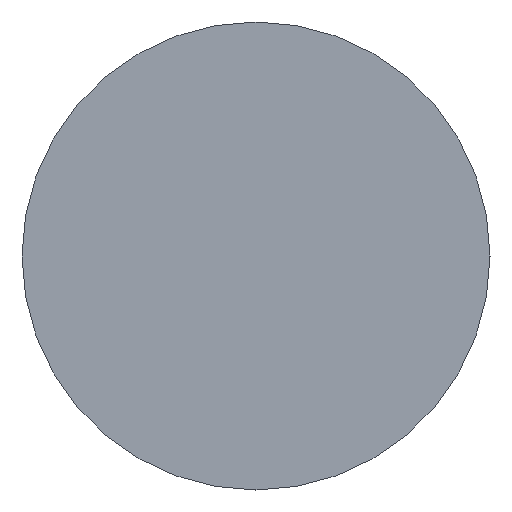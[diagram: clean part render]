
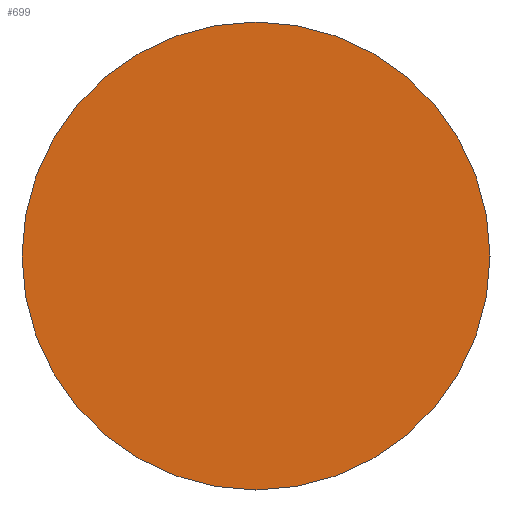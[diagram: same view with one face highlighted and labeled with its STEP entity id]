
A CAD part, left-side view. The second image highlights one B-rep face of the part: STEP entity #699.
In plain terms, the highlighted planar face has unit normal (-1, 0, 0).
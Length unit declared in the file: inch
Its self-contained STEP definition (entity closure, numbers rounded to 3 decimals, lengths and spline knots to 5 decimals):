
#464 = CARTESIAN_POINT ( 'NONE',  ( 0., 0., 0. ) ) ;
#489 = CIRCLE ( 'NONE', #2893, 1.625 ) ;
#660 = DIRECTION ( 'NONE',  ( 0., 0., 1. ) ) ;
#699 = ADVANCED_FACE ( 'NONE', ( #3285 ), #2187, .F. ) ;
#702 = CARTESIAN_POINT ( 'NONE',  ( 0., 0., -1.625 ) ) ;
#767 = DIRECTION ( 'NONE',  ( 0., 0., 1. ) ) ;
#903 = VERTEX_POINT ( 'NONE', #1411 ) ;
#1011 = EDGE_LOOP ( 'NONE', ( #3371, #1881 ) ) ;
#1278 = VERTEX_POINT ( 'NONE', #702 ) ;
#1373 = CARTESIAN_POINT ( 'NONE',  ( 0., 1.625, 0. ) ) ;
#1411 = CARTESIAN_POINT ( 'NONE',  ( 0., 0., 1.625 ) ) ;
#1420 = AXIS2_PLACEMENT_3D ( 'NONE', #1373, #3234, #1934 ) ;
#1881 = ORIENTED_EDGE ( 'NONE', *, *, #2576, .T. ) ;
#1934 = DIRECTION ( 'NONE',  ( 0., 0., -1. ) ) ;
#1995 = EDGE_CURVE ( 'NONE', #903, #1278, #489, .T. ) ;
#2138 = CARTESIAN_POINT ( 'NONE',  ( 0., 0., 0. ) ) ;
#2160 = AXIS2_PLACEMENT_3D ( 'NONE', #2138, #3221, #767 ) ;
#2187 = PLANE ( 'NONE',  #1420 ) ;
#2576 = EDGE_CURVE ( 'NONE', #1278, #903, #3010, .T. ) ;
#2893 = AXIS2_PLACEMENT_3D ( 'NONE', #464, #2895, #660 ) ;
#2895 = DIRECTION ( 'NONE',  ( -1., 0., 0. ) ) ;
#3010 = CIRCLE ( 'NONE', #2160, 1.625 ) ;
#3221 = DIRECTION ( 'NONE',  ( -1., 0., 0. ) ) ;
#3234 = DIRECTION ( 'NONE',  ( 1., 0., 0. ) ) ;
#3285 = FACE_OUTER_BOUND ( 'NONE', #1011, .T. ) ;
#3371 = ORIENTED_EDGE ( 'NONE', *, *, #1995, .T. ) ;
